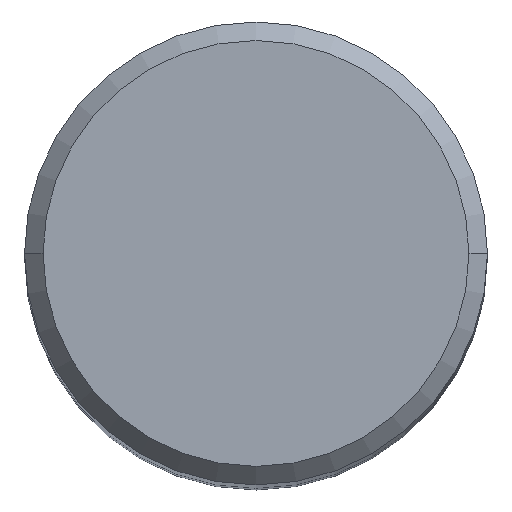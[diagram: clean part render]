
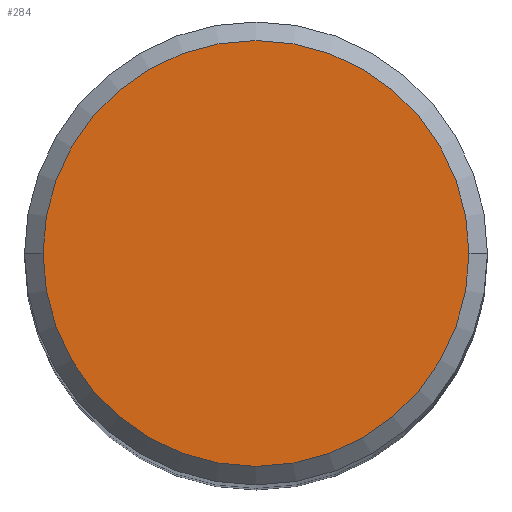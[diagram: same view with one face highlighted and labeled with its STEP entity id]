
A CAD part, top view. The second image highlights one B-rep face of the part: STEP entity #284.
In plain terms, the highlighted planar face has unit normal (0, 0, 1).
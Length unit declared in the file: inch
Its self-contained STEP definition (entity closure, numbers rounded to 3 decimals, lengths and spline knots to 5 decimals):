
#18 = CARTESIAN_POINT ( 'NONE',  ( 0., 0., 2.5 ) ) ;
#19 = EDGE_CURVE ( 'NONE', #92, #77, #211, .T. ) ;
#27 = DIRECTION ( 'NONE',  ( 1., 0., 0. ) ) ;
#36 = CARTESIAN_POINT ( 'NONE',  ( 0.1725, 0., 2.5 ) ) ;
#65 = DIRECTION ( 'NONE',  ( 1., 0., 0. ) ) ;
#66 = DIRECTION ( 'NONE',  ( 1., 0., 0. ) ) ;
#77 = VERTEX_POINT ( 'NONE', #110 ) ;
#92 = VERTEX_POINT ( 'NONE', #36 ) ;
#102 = AXIS2_PLACEMENT_3D ( 'NONE', #18, #306, #66 ) ;
#110 = CARTESIAN_POINT ( 'NONE',  ( -0.1725, 0., 2.5 ) ) ;
#130 = EDGE_LOOP ( 'NONE', ( #312, #313 ) ) ;
#205 = EDGE_CURVE ( 'NONE', #77, #92, #314, .T. ) ;
#207 = DIRECTION ( 'NONE',  ( 0., 0., 1. ) ) ;
#211 = CIRCLE ( 'NONE', #297, 0.1725 ) ;
#223 = CARTESIAN_POINT ( 'NONE',  ( 0., 0., 2.5 ) ) ;
#259 = CARTESIAN_POINT ( 'NONE',  ( 0., 0., 2.5 ) ) ;
#275 = FACE_OUTER_BOUND ( 'NONE', #130, .T. ) ;
#284 = ADVANCED_FACE ( 'NONE', ( #275 ), #325, .T. ) ;
#297 = AXIS2_PLACEMENT_3D ( 'NONE', #259, #316, #27 ) ;
#306 = DIRECTION ( 'NONE',  ( 0., 0., 1. ) ) ;
#312 = ORIENTED_EDGE ( 'NONE', *, *, #205, .T. ) ;
#313 = ORIENTED_EDGE ( 'NONE', *, *, #19, .T. ) ;
#314 = CIRCLE ( 'NONE', #102, 0.1725 ) ;
#316 = DIRECTION ( 'NONE',  ( 0., 0., 1. ) ) ;
#325 = PLANE ( 'NONE',  #326 ) ;
#326 = AXIS2_PLACEMENT_3D ( 'NONE', #223, #207, #65 ) ;
